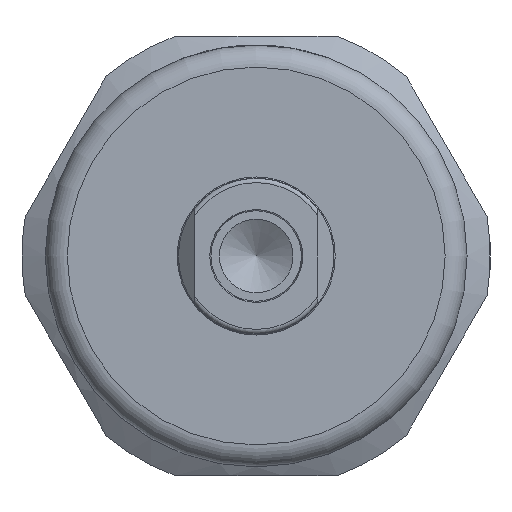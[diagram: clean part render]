
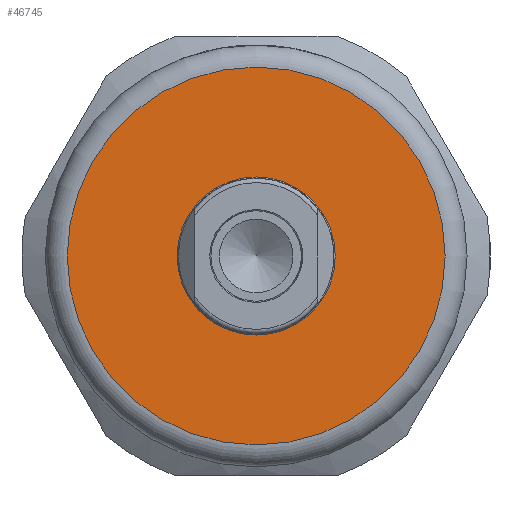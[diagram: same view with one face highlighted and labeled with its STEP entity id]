
A CAD part, left-side view. The second image highlights one B-rep face of the part: STEP entity #46745.
In plain terms, the highlighted planar face has unit normal (-1, 0, 0).
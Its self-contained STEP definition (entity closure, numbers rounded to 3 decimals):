
#46417=CARTESIAN_POINT('',(-117.,21.5,0.0));
#46418=VERTEX_POINT('',#46417);
#46419=CARTESIAN_POINT('',(-117.,0.0,0.0));
#46420=DIRECTION('',(1.0,0.0,0.0));
#46421=DIRECTION('',(0.0,-1.0,0.0));
#46422=AXIS2_PLACEMENT_3D('',#46419,#46420,#46421);
#46423=CIRCLE('',#46422,21.5);
#46424=EDGE_CURVE('',#46418,#46418,#46423,.T.);
#46726=CARTESIAN_POINT('',(-117.,16.5,0.0));
#46727=DIRECTION('',(-1.0,0.0,0.0));
#46728=DIRECTION('',(0.0,0.0,1.0));
#46729=AXIS2_PLACEMENT_3D('',#46726,#46727,#46728);
#46730=PLANE('',#46729);
#46731=ORIENTED_EDGE('',*,*,#46424,.F.);
#46732=EDGE_LOOP('',(#46731));
#46733=FACE_OUTER_BOUND('',#46732,.T.);
#46734=CARTESIAN_POINT('',(-117.,9.,0.0));
#46735=VERTEX_POINT('',#46734);
#46736=CARTESIAN_POINT('',(-117.,0.0,0.0));
#46737=DIRECTION('',(1.0,0.0,0.0));
#46738=DIRECTION('',(0.0,1.0,0.0));
#46739=AXIS2_PLACEMENT_3D('',#46736,#46737,#46738);
#46740=CIRCLE('',#46739,9.);
#46741=EDGE_CURVE('',#46735,#46735,#46740,.T.);
#46742=ORIENTED_EDGE('',*,*,#46741,.T.);
#46743=EDGE_LOOP('',(#46742));
#46744=FACE_BOUND('',#46743,.T.);
#46745=ADVANCED_FACE('',(#46733,#46744),#46730,.T.);
